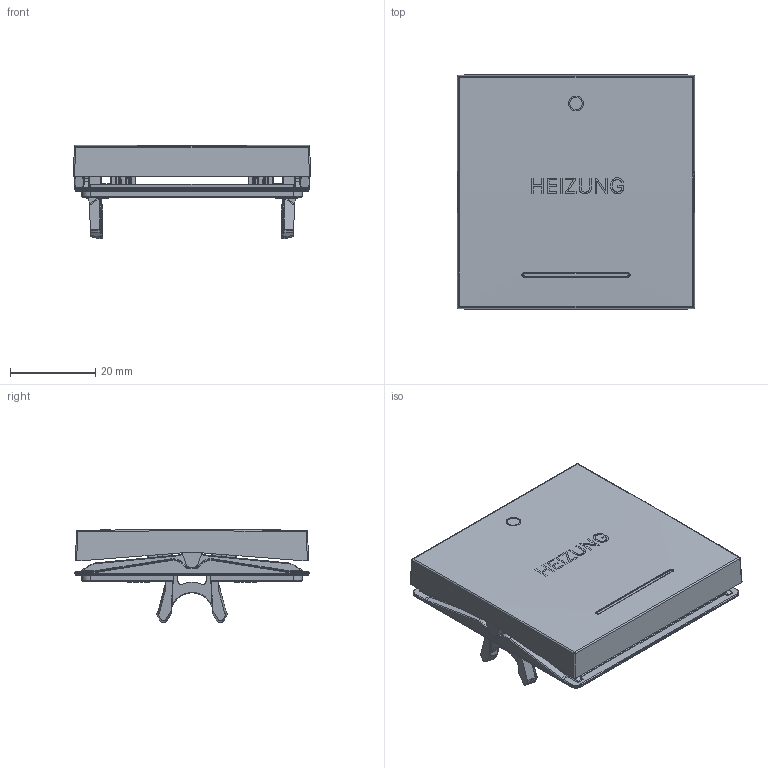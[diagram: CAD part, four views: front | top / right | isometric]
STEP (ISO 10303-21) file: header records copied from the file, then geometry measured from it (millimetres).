
FILE_DESCRIPTION((''),'2;1');
FILE_NAME('WAW1035RG_ASM','2025-03-13T08:40:32',('colosir'),(''),'CREO PARAMETRIC BY PTC INC, 2023154','CREO PARAMETRIC BY PTC INC, 2023154','');
FILE_SCHEMA(('AUTOMOTIVE_DESIGN { 1 0 10303 214 1 1 1 1 }'));
Length unit declared in the file: millimetre
Products named in the file (5): W4G0274_18; W1D1222_GEN; W1A2306_99; W3A0345_AR; WAW1035RG_ASM
Assembly tree (4 placements, depth 2):
  WAW1035RG_ASM
    W4G0274_18
    W1D1222_GEN
    W1A2306_99
    W3A0345_AR
Bounding box: 55.6 x 54.8 x 21.82 mm (x, y, z)
Volume: 13341.9 mm3; surface area: 14820.3 mm2
Topology: 3 solids, 11 shells, 3465 faces, 9215 edges, 5862 vertices
Faces by surface type: plane 2031, cylinder 582, bspline 404, extrusion 174, torus 107, cone 89, sphere 78
Entity records: 131304 total; most frequent: CARTESIAN_POINT 48748, ORIENTED_EDGE 18310, DIRECTION 14955, EDGE_CURVE 9191, VECTOR 6627, LINE 6453, VERTEX_POINT 5862, AXIS2_PLACEMENT_3D 4164
